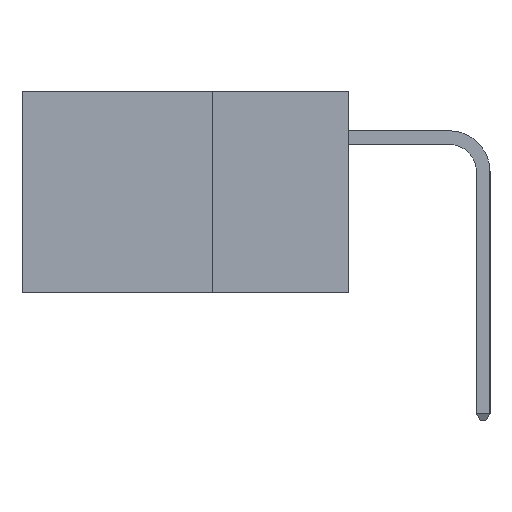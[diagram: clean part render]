
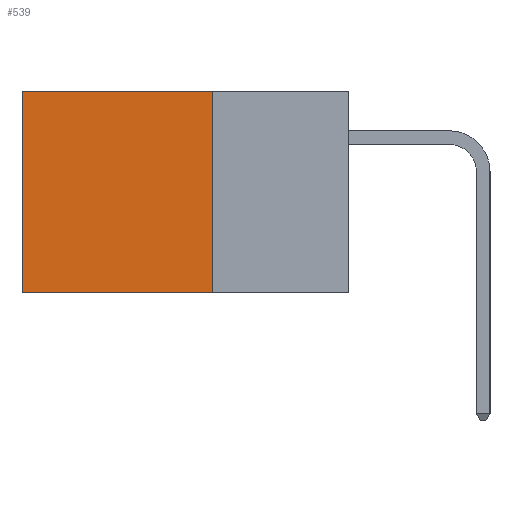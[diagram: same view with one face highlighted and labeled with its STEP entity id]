
A CAD part, left-side view. The second image highlights one B-rep face of the part: STEP entity #539.
In plain terms, the highlighted planar face has unit normal (-1, 0, 0).
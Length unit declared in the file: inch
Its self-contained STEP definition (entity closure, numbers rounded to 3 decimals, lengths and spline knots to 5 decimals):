
#235 = EDGE_CURVE ( 'NONE', #2021, #5352, #3143, .T. ) ;
#539 = ADVANCED_FACE ( 'NONE', ( #3383 ), #5396, .F. ) ;
#1084 = DIRECTION ( 'NONE',  ( 0., 0., -1. ) ) ;
#2021 = VERTEX_POINT ( 'NONE', #3321 ) ;
#2219 = AXIS2_PLACEMENT_3D ( 'NONE', #7731, #7897, #7714 ) ;
#2256 = CARTESIAN_POINT ( 'NONE',  ( 0.2875, 0.6, 0. ) ) ;
#2367 = CARTESIAN_POINT ( 'NONE',  ( 0.2875, 0.25, 0. ) ) ;
#2404 = VECTOR ( 'NONE', #1084, 39.37008 ) ;
#2487 = EDGE_CURVE ( 'NONE', #6679, #5352, #4782, .T. ) ;
#2518 = CARTESIAN_POINT ( 'NONE',  ( 0.2875, 0.6, -0.37 ) ) ;
#2909 = CARTESIAN_POINT ( 'NONE',  ( 0.2875, 0.6, 0. ) ) ;
#3143 = LINE ( 'NONE', #8222, #5055 ) ;
#3321 = CARTESIAN_POINT ( 'NONE',  ( 0.2875, 0.25, -0.37 ) ) ;
#3340 = EDGE_CURVE ( 'NONE', #4132, #6679, #9082, .T. ) ;
#3383 = FACE_OUTER_BOUND ( 'NONE', #9893, .T. ) ;
#4132 = VERTEX_POINT ( 'NONE', #2367 ) ;
#4276 = DIRECTION ( 'NONE',  ( 0., 1., 0. ) ) ;
#4637 = CARTESIAN_POINT ( 'NONE',  ( 0.2875, 0.25, 0. ) ) ;
#4782 = LINE ( 'NONE', #2909, #2404 ) ;
#5055 = VECTOR ( 'NONE', #4276, 39.37008 ) ;
#5185 = LINE ( 'NONE', #4637, #8588 ) ;
#5267 = VECTOR ( 'NONE', #6650, 39.37008 ) ;
#5303 = ORIENTED_EDGE ( 'NONE', *, *, #2487, .T. ) ;
#5352 = VERTEX_POINT ( 'NONE', #2518 ) ;
#5396 = PLANE ( 'NONE',  #2219 ) ;
#5742 = ORIENTED_EDGE ( 'NONE', *, *, #235, .F. ) ;
#6038 = ORIENTED_EDGE ( 'NONE', *, *, #3340, .T. ) ;
#6650 = DIRECTION ( 'NONE',  ( 0., 1., 0. ) ) ;
#6679 = VERTEX_POINT ( 'NONE', #2256 ) ;
#6726 = CARTESIAN_POINT ( 'NONE',  ( 0.2875, 0.25, 0. ) ) ;
#7188 = ORIENTED_EDGE ( 'NONE', *, *, #9663, .F. ) ;
#7714 = DIRECTION ( 'NONE',  ( 0., 0., -1. ) ) ;
#7731 = CARTESIAN_POINT ( 'NONE',  ( 0.2875, 0.25, 0. ) ) ;
#7897 = DIRECTION ( 'NONE',  ( 1., 0., 0. ) ) ;
#8222 = CARTESIAN_POINT ( 'NONE',  ( 0.2875, 0.25, -0.37 ) ) ;
#8588 = VECTOR ( 'NONE', #9702, 39.37008 ) ;
#9082 = LINE ( 'NONE', #6726, #5267 ) ;
#9663 = EDGE_CURVE ( 'NONE', #4132, #2021, #5185, .T. ) ;
#9702 = DIRECTION ( 'NONE',  ( 0., 0., -1. ) ) ;
#9893 = EDGE_LOOP ( 'NONE', ( #5303, #5742, #7188, #6038 ) ) ;
